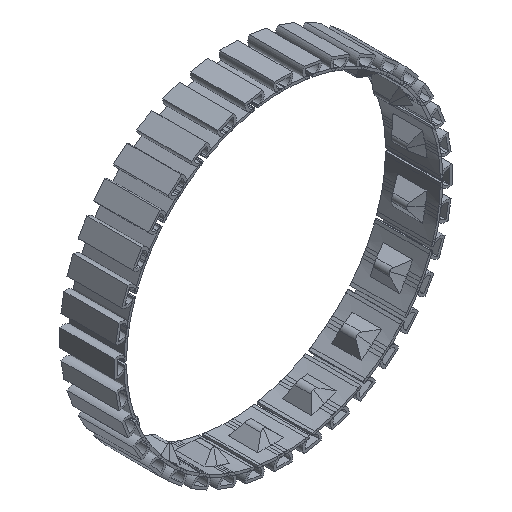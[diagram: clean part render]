
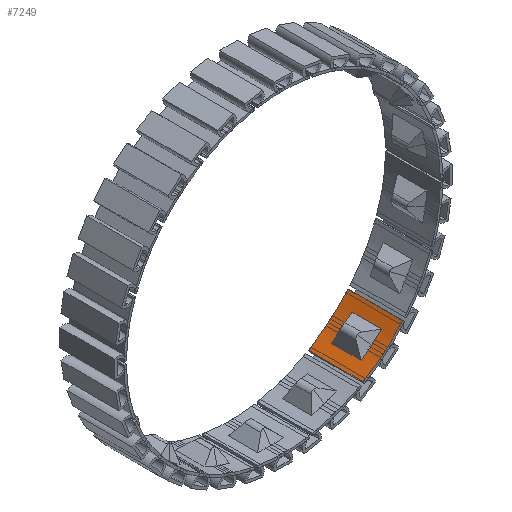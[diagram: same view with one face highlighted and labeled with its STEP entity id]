
A CAD part, isometric view. The second image highlights one B-rep face of the part: STEP entity #7249.
In plain terms, the highlighted cylindrical face has radius 31.5 mm (diameter 63 mm), a partial arc.
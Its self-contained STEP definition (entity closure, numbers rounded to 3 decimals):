
#406 = AXIS2_PLACEMENT_3D ( 'NONE', #13555, #3618, #11122 ) ;
#631 = CARTESIAN_POINT ( 'NONE',  ( 0., 8.45, 0. ) ) ;
#634 = DIRECTION ( 'NONE',  ( 0., -1., 0. ) ) ;
#651 = CARTESIAN_POINT ( 'NONE',  ( 0., 8.45, 0. ) ) ;
#758 = DIRECTION ( 'NONE',  ( 0., -1., 0. ) ) ;
#1860 = DIRECTION ( 'NONE',  ( 0., 1., 0. ) ) ;
#2479 = EDGE_CURVE ( 'NONE', #4243, #16235, #5144, .T. ) ;
#2545 = CIRCLE ( 'NONE', #23400, 31.5 ) ;
#3135 = VERTEX_POINT ( 'NONE', #17662 ) ;
#3618 = DIRECTION ( 'NONE',  ( 0., -1., 0. ) ) ;
#3645 = EDGE_CURVE ( 'NONE', #8101, #4626, #2545, .T. ) ;
#3754 = CARTESIAN_POINT ( 'NONE',  ( 16.009, 0., -27.129 ) ) ;
#3932 = AXIS2_PLACEMENT_3D ( 'NONE', #22294, #1860, #16859 ) ;
#4180 = CARTESIAN_POINT ( 'NONE',  ( 16.009, 11., -27.129 ) ) ;
#4243 = VERTEX_POINT ( 'NONE', #5159 ) ;
#4626 = VERTEX_POINT ( 'NONE', #23978 ) ;
#4712 = CIRCLE ( 'NONE', #406, 31.5 ) ;
#4798 = CARTESIAN_POINT ( 'NONE',  ( 20.248, 2.55, -24.13 ) ) ;
#5144 = CIRCLE ( 'NONE', #9863, 31.5 ) ;
#5159 = CARTESIAN_POINT ( 'NONE',  ( 20.248, 8.45, -24.13 ) ) ;
#6004 = VECTOR ( 'NONE', #11128, 1000. ) ;
#6275 = CIRCLE ( 'NONE', #6647, 31.5 ) ;
#6416 = DIRECTION ( 'NONE',  ( 0., -1., 0. ) ) ;
#6637 = EDGE_CURVE ( 'NONE', #14132, #4243, #22369, .T. ) ;
#6647 = AXIS2_PLACEMENT_3D ( 'NONE', #10059, #11806, #8226 ) ;
#6757 = ORIENTED_EDGE ( 'NONE', *, *, #6637, .T. ) ;
#6777 = CARTESIAN_POINT ( 'NONE',  ( 0., 11., 0. ) ) ;
#7249 = ADVANCED_FACE ( 'NONE', ( #10906, #18417 ), #14332, .F. ) ;
#8101 = VERTEX_POINT ( 'NONE', #4180 ) ;
#8226 = DIRECTION ( 'NONE',  ( 1., 0., 0. ) ) ;
#8521 = EDGE_CURVE ( 'NONE', #3135, #12860, #16492, .T. ) ;
#9264 = VECTOR ( 'NONE', #16011, 1000. ) ;
#9612 = ORIENTED_EDGE ( 'NONE', *, *, #8521, .T. ) ;
#9863 = AXIS2_PLACEMENT_3D ( 'NONE', #651, #6416, #21569 ) ;
#9946 = EDGE_CURVE ( 'NONE', #18236, #8101, #11610, .T. ) ;
#9969 = LINE ( 'NONE', #15625, #19739 ) ;
#10059 = CARTESIAN_POINT ( 'NONE',  ( 0., 2.55, 0. ) ) ;
#10359 = DIRECTION ( 'NONE',  ( 1., 0., 0. ) ) ;
#10413 = CARTESIAN_POINT ( 'NONE',  ( 18.146, 8.45, -25.748 ) ) ;
#10906 = FACE_BOUND ( 'NONE', #22775, .T. ) ;
#10989 = AXIS2_PLACEMENT_3D ( 'NONE', #14447, #20386, #21997 ) ;
#11122 = DIRECTION ( 'NONE',  ( 1., 0., 0. ) ) ;
#11128 = DIRECTION ( 'NONE',  ( 0., 1., 0. ) ) ;
#11520 = VECTOR ( 'NONE', #19368, 1000. ) ;
#11610 = LINE ( 'NONE', #3754, #6004 ) ;
#11806 = DIRECTION ( 'NONE',  ( 0., 1., 0. ) ) ;
#12223 = CARTESIAN_POINT ( 'NONE',  ( 16.009, 0., -27.129 ) ) ;
#12321 = LINE ( 'NONE', #12562, #9264 ) ;
#12394 = ORIENTED_EDGE ( 'NONE', *, *, #12442, .F. ) ;
#12442 = EDGE_CURVE ( 'NONE', #4626, #14354, #12321, .T. ) ;
#12562 = CARTESIAN_POINT ( 'NONE',  ( 23.936, 0., -20.477 ) ) ;
#12860 = VERTEX_POINT ( 'NONE', #4798 ) ;
#13483 = ORIENTED_EDGE ( 'NONE', *, *, #19201, .T. ) ;
#13555 = CARTESIAN_POINT ( 'NONE',  ( 0., 0., 0. ) ) ;
#13809 = CARTESIAN_POINT ( 'NONE',  ( 18.146, 0., -25.748 ) ) ;
#14132 = VERTEX_POINT ( 'NONE', #10413 ) ;
#14332 = CYLINDRICAL_SURFACE ( 'NONE', #10989, 31.5 ) ;
#14354 = VERTEX_POINT ( 'NONE', #20390 ) ;
#14447 = CARTESIAN_POINT ( 'NONE',  ( 0., 0., 0. ) ) ;
#14701 = ORIENTED_EDGE ( 'NONE', *, *, #19912, .T. ) ;
#14725 = EDGE_LOOP ( 'NONE', ( #17733, #16877, #12394, #19495 ) ) ;
#15372 = ORIENTED_EDGE ( 'NONE', *, *, #2479, .T. ) ;
#15625 = CARTESIAN_POINT ( 'NONE',  ( 22.206, 0., -22.341 ) ) ;
#15699 = EDGE_CURVE ( 'NONE', #12860, #17933, #6275, .T. ) ;
#15764 = CARTESIAN_POINT ( 'NONE',  ( 22.206, 8.45, -22.341 ) ) ;
#16011 = DIRECTION ( 'NONE',  ( 0., -1., 0. ) ) ;
#16051 = AXIS2_PLACEMENT_3D ( 'NONE', #631, #758, #21070 ) ;
#16072 = ORIENTED_EDGE ( 'NONE', *, *, #15699, .T. ) ;
#16217 = EDGE_CURVE ( 'NONE', #18236, #14354, #4712, .T. ) ;
#16235 = VERTEX_POINT ( 'NONE', #15764 ) ;
#16492 = CIRCLE ( 'NONE', #3932, 31.5 ) ;
#16859 = DIRECTION ( 'NONE',  ( 1., 0., 0. ) ) ;
#16877 = ORIENTED_EDGE ( 'NONE', *, *, #16217, .T. ) ;
#17662 = CARTESIAN_POINT ( 'NONE',  ( 22.206, 2.55, -22.341 ) ) ;
#17733 = ORIENTED_EDGE ( 'NONE', *, *, #9946, .F. ) ;
#17933 = VERTEX_POINT ( 'NONE', #21743 ) ;
#18236 = VERTEX_POINT ( 'NONE', #12223 ) ;
#18417 = FACE_OUTER_BOUND ( 'NONE', #14725, .T. ) ;
#19011 = LINE ( 'NONE', #13809, #11520 ) ;
#19201 = EDGE_CURVE ( 'NONE', #16235, #3135, #9969, .T. ) ;
#19368 = DIRECTION ( 'NONE',  ( 0., 1., 0. ) ) ;
#19495 = ORIENTED_EDGE ( 'NONE', *, *, #3645, .F. ) ;
#19727 = DIRECTION ( 'NONE',  ( 0., -1., 0. ) ) ;
#19739 = VECTOR ( 'NONE', #634, 1000. ) ;
#19912 = EDGE_CURVE ( 'NONE', #17933, #14132, #19011, .T. ) ;
#20386 = DIRECTION ( 'NONE',  ( 0., 1., 0. ) ) ;
#20390 = CARTESIAN_POINT ( 'NONE',  ( 23.936, 0., -20.477 ) ) ;
#21070 = DIRECTION ( 'NONE',  ( 1., 0., 0. ) ) ;
#21569 = DIRECTION ( 'NONE',  ( 1., 0., 0. ) ) ;
#21743 = CARTESIAN_POINT ( 'NONE',  ( 18.146, 2.55, -25.748 ) ) ;
#21997 = DIRECTION ( 'NONE',  ( 1., 0., 0. ) ) ;
#22294 = CARTESIAN_POINT ( 'NONE',  ( 0., 2.55, 0. ) ) ;
#22369 = CIRCLE ( 'NONE', #16051, 31.5 ) ;
#22775 = EDGE_LOOP ( 'NONE', ( #6757, #15372, #13483, #9612, #16072, #14701 ) ) ;
#23400 = AXIS2_PLACEMENT_3D ( 'NONE', #6777, #19727, #10359 ) ;
#23978 = CARTESIAN_POINT ( 'NONE',  ( 23.936, 11., -20.477 ) ) ;
